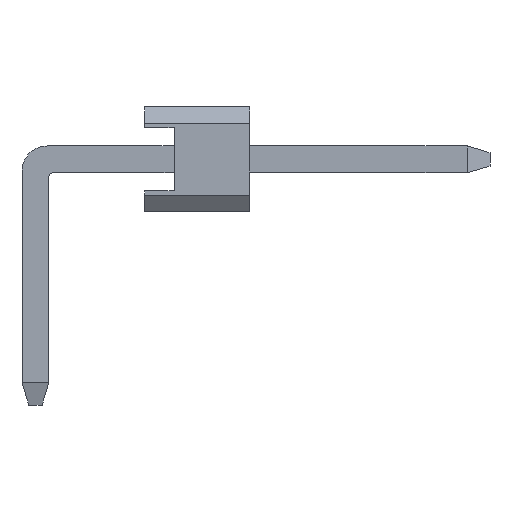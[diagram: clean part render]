
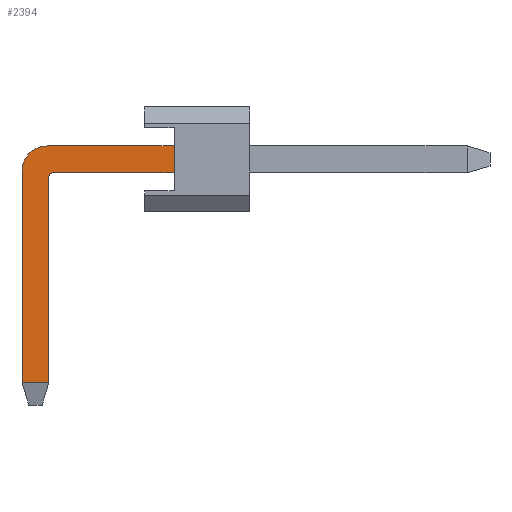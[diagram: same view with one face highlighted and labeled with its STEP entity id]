
A CAD part, left-side view. The second image highlights one B-rep face of the part: STEP entity #2394.
In plain terms, the highlighted planar face has unit normal (-1, 0, 0).
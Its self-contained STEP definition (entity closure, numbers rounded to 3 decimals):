
#1090=VERTEX_POINT('',#2890);
#1148=EDGE_CURVE('',#1710,#2116,#2951,.T.);
#1240=EDGE_CURVE('',#2286,#1724,#3054,.T.);
#1436=VERTEX_POINT('',#3263);
#1542=VERTEX_POINT('',#3376);
#1624=EDGE_CURVE('',#1634,#1436,#3465,.T.);
#1634=VERTEX_POINT('',#3477);
#1710=VERTEX_POINT('',#3564);
#1724=VERTEX_POINT('',#3578);
#1848=EDGE_CURVE('',#2106,#2286,#3711,.T.);
#1858=EDGE_CURVE('',#1724,#1436,#3723,.T.);
#1976=EDGE_CURVE('',#1542,#2088,#3854,.T.);
#2026=EDGE_CURVE('',#1090,#1542,#3911,.T.);
#2076=EDGE_CURVE('',#1090,#2106,#3965,.T.);
#2088=VERTEX_POINT('',#3979);
#2106=VERTEX_POINT('',#3997);
#2116=VERTEX_POINT('',#4007);
#2234=EDGE_CURVE('',#2116,#1634,#4136,.T.);
#2286=VERTEX_POINT('',#4193);
#2394=ADVANCED_FACE('',(#4309),#4310,.F.);
#2544=EDGE_CURVE('',#2088,#1710,#4469,.T.);
#2890=CARTESIAN_POINT('',(-5.4,2.92,-0.28));
#2951=LINE('',#5008,#5009);
#3054=LINE('',#5138,#5139);
#3263=CARTESIAN_POINT('',(-5.4,2.18,-0.32));
#3376=CARTESIAN_POINT('',(-5.4,2.92,-5.304));
#3465=CIRCLE('',#5746,0.1);
#3477=CARTESIAN_POINT('',(-5.4,2.28,-0.42));
#3564=CARTESIAN_POINT('',(-5.4,2.28,-5.304));
#3578=CARTESIAN_POINT('',(-5.4,-0.7,-0.32));
#3711=LINE('',#6097,#6098);
#3723=LINE('',#6115,#6116);
#3854=LINE('',#6292,#6293);
#3911=LINE('',#6372,#6373);
#3965=CIRCLE('',#6458,0.6);
#3979=CARTESIAN_POINT('',(-5.4,2.92,-5.304));
#3997=CARTESIAN_POINT('',(-5.4,2.32,0.32));
#4007=CARTESIAN_POINT('',(-5.4,2.28,-5.304));
#4136=LINE('',#6699,#6700);
#4193=CARTESIAN_POINT('',(-5.4,-0.7,0.32));
#4309=FACE_OUTER_BOUND('',#6953,.T.);
#4310=PLANE('',#6954);
#4469=LINE('',#7193,#7194);
#5008=CARTESIAN_POINT('',(-5.4,2.44,-5.85));
#5009=VECTOR('',#7722,1.0);
#5138=CARTESIAN_POINT('',(-5.4,-0.7,-0.535));
#5139=VECTOR('',#7836,1.0);
#5746=AXIS2_PLACEMENT_3D('',#8194,#8195,#8196);
#6097=CARTESIAN_POINT('',(-5.4,2.32,0.32));
#6098=VECTOR('',#8484,1.0);
#6115=CARTESIAN_POINT('',(-5.4,-7.674,-0.32));
#6116=VECTOR('',#8505,1.0);
#6292=CARTESIAN_POINT('',(-5.4,2.92,-5.304));
#6293=VECTOR('',#8642,1.0);
#6372=CARTESIAN_POINT('',(-5.4,2.92,-0.28));
#6373=VECTOR('',#8718,1.0);
#6458=AXIS2_PLACEMENT_3D('',#8766,#8767,#8768);
#6699=CARTESIAN_POINT('',(-5.4,2.28,-5.304));
#6700=VECTOR('',#8921,1.0);
#6953=EDGE_LOOP('',(#9073,#9074,#9075,#9076,#9077,#9078,#9079,#9080,#9081,#9082));
#6954=AXIS2_PLACEMENT_3D('',#9083,#9084,#9085);
#7193=CARTESIAN_POINT('',(-5.4,1.311,-5.304));
#7194=VECTOR('',#9204,1.0);
#7722=DIRECTION('',(0.,-0.281,0.96));
#7836=DIRECTION('',(0.,0.,-1.0));
#8194=CARTESIAN_POINT('',(-5.4,2.18,-0.42));
#8195=DIRECTION('',(1.0,0.,0.));
#8196=DIRECTION('',(0.,0.,1.0));
#8484=DIRECTION('',(0.,-1.0,0.));
#8505=DIRECTION('',(0.,1.0,0.));
#8642=DIRECTION('',(0.,-0.281,-0.96));
#8718=DIRECTION('',(0.,0.,-1.0));
#8766=CARTESIAN_POINT('',(-5.4,2.32,-0.28));
#8767=DIRECTION('',(1.0,0.,0.));
#8768=DIRECTION('',(0.,0.,1.0));
#8921=DIRECTION('',(0.,0.,1.0));
#9073=ORIENTED_EDGE('',*,*,#1240,.F.);
#9074=ORIENTED_EDGE('',*,*,#1848,.F.);
#9075=ORIENTED_EDGE('',*,*,#2076,.F.);
#9076=ORIENTED_EDGE('',*,*,#2026,.T.);
#9077=ORIENTED_EDGE('',*,*,#1976,.T.);
#9078=ORIENTED_EDGE('',*,*,#2544,.T.);
#9079=ORIENTED_EDGE('',*,*,#1148,.T.);
#9080=ORIENTED_EDGE('',*,*,#2234,.T.);
#9081=ORIENTED_EDGE('',*,*,#1624,.T.);
#9082=ORIENTED_EDGE('',*,*,#1858,.F.);
#9083=CARTESIAN_POINT('',(-5.4,-0.977,-1.07));
#9084=DIRECTION('',(1.0,0.,0.));
#9085=DIRECTION('',(0.,0.,1.0));
#9204=DIRECTION('',(0.,-1.0,0.));
